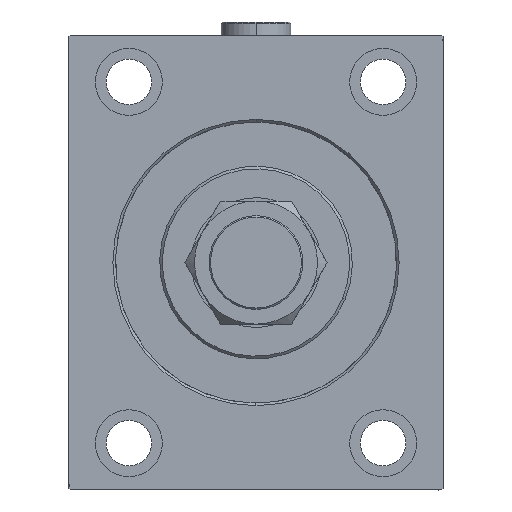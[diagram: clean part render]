
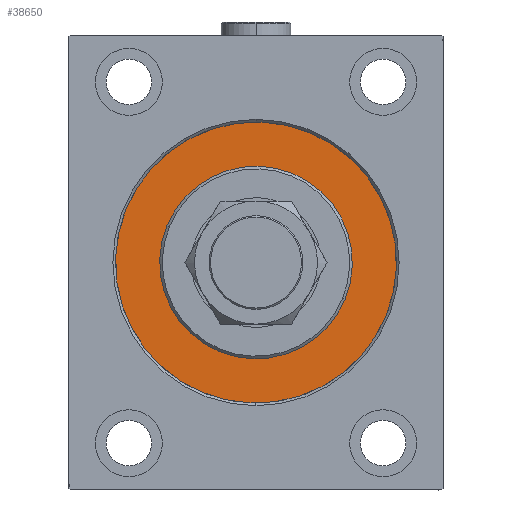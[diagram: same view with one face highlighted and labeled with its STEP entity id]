
A CAD part, left-side view. The second image highlights one B-rep face of the part: STEP entity #38650.
In plain terms, the highlighted face is planar.
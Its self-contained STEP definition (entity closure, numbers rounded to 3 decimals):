
#250 = DIRECTION ( 'NONE',  ( 0., 0., -1. ) ) ;
#1206 = EDGE_CURVE ( 'NONE', #1491, #26324, #10809, .T. ) ;
#1491 = VERTEX_POINT ( 'NONE', #9355 ) ;
#4360 = CARTESIAN_POINT ( 'NONE',  ( 0., 0., 52.5 ) ) ;
#8377 = FACE_OUTER_BOUND ( 'NONE', #10268, .T. ) ;
#8806 = CARTESIAN_POINT ( 'NONE',  ( 0., 0., 36. ) ) ;
#8960 = CIRCLE ( 'NONE', #15795, 36. ) ;
#9355 = CARTESIAN_POINT ( 'NONE',  ( 0., 0., -36. ) ) ;
#9681 = DIRECTION ( 'NONE',  ( 0., 0., 1. ) ) ;
#10106 = DIRECTION ( 'NONE',  ( 0., 0., -1. ) ) ;
#10268 = EDGE_LOOP ( 'NONE', ( #41634, #12493 ) ) ;
#10809 = CIRCLE ( 'NONE', #29725, 36. ) ;
#12456 = DIRECTION ( 'NONE',  ( 0., 0., 1. ) ) ;
#12493 = ORIENTED_EDGE ( 'NONE', *, *, #17403, .F. ) ;
#12639 = CARTESIAN_POINT ( 'NONE',  ( 0., 0., 0. ) ) ;
#13467 = CARTESIAN_POINT ( 'NONE',  ( 0., 0., 0. ) ) ;
#15154 = DIRECTION ( 'NONE',  ( 1., 0., 0. ) ) ;
#15795 = AXIS2_PLACEMENT_3D ( 'NONE', #18924, #15154, #250 ) ;
#17154 = CIRCLE ( 'NONE', #45163, 52.5 ) ;
#17403 = EDGE_CURVE ( 'NONE', #38578, #38064, #42846, .T. ) ;
#18924 = CARTESIAN_POINT ( 'NONE',  ( 0., 0., 0. ) ) ;
#18955 = CARTESIAN_POINT ( 'NONE',  ( 0., 0., -52.5 ) ) ;
#19639 = EDGE_CURVE ( 'NONE', #38064, #38578, #17154, .T. ) ;
#20003 = ORIENTED_EDGE ( 'NONE', *, *, #1206, .F. ) ;
#20335 = DIRECTION ( 'NONE',  ( -1., 0., 0. ) ) ;
#23852 = ORIENTED_EDGE ( 'NONE', *, *, #36725, .F. ) ;
#24922 = AXIS2_PLACEMENT_3D ( 'NONE', #12639, #26391, #40634 ) ;
#26324 = VERTEX_POINT ( 'NONE', #8806 ) ;
#26391 = DIRECTION ( 'NONE',  ( -1., 0., 0. ) ) ;
#28127 = CARTESIAN_POINT ( 'NONE',  ( 0., 0., 0. ) ) ;
#29725 = AXIS2_PLACEMENT_3D ( 'NONE', #28127, #42592, #10106 ) ;
#30480 = CARTESIAN_POINT ( 'NONE',  ( 0., 0., 0. ) ) ;
#33743 = FACE_BOUND ( 'NONE', #45367, .T. ) ;
#36725 = EDGE_CURVE ( 'NONE', #26324, #1491, #8960, .T. ) ;
#37362 = DIRECTION ( 'NONE',  ( -1., 0., 0. ) ) ;
#38029 = PLANE ( 'NONE',  #24922 ) ;
#38064 = VERTEX_POINT ( 'NONE', #18955 ) ;
#38578 = VERTEX_POINT ( 'NONE', #4360 ) ;
#38650 = ADVANCED_FACE ( 'NONE', ( #33743, #8377 ), #38029, .F. ) ;
#39843 = AXIS2_PLACEMENT_3D ( 'NONE', #30480, #37362, #12456 ) ;
#40634 = DIRECTION ( 'NONE',  ( 0., 0., 1. ) ) ;
#41634 = ORIENTED_EDGE ( 'NONE', *, *, #19639, .F. ) ;
#42592 = DIRECTION ( 'NONE',  ( 1., 0., 0. ) ) ;
#42846 = CIRCLE ( 'NONE', #39843, 52.5 ) ;
#45163 = AXIS2_PLACEMENT_3D ( 'NONE', #13467, #20335, #9681 ) ;
#45367 = EDGE_LOOP ( 'NONE', ( #23852, #20003 ) ) ;
